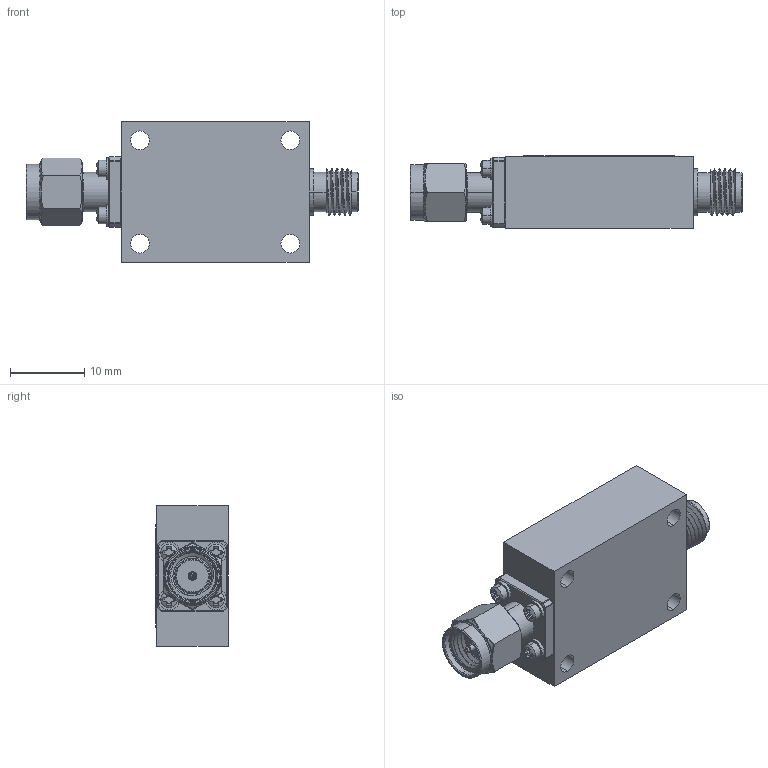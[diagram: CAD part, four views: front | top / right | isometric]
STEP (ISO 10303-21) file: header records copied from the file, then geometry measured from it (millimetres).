
FILE_DESCRIPTION (( 'STEP AP214' ), '1' );
FILE_NAME ('LM-1G2G-4CW-1KWP-SMF-ROHS.STEP', '2022-06-24T21:39:52', ( '' ), ( '' ), 'SwSTEP 2.0', 'SolidWorks 2021', '' );
FILE_SCHEMA (( 'AUTOMOTIVE_DESIGN' ));
Length unit declared in the file: inch
Products named in the file (1): LM-1G2G-4CW-1KWP-SMF-ROHS
Bounding box: 44.86 x 9.78 x 19.05 mm (x, y, z)
Volume: 5258.9 mm3; surface area: 3972.4 mm2
Topology: 16 solids, 17 shells, 1196 faces, 4130 edges, 3192 vertices
Faces by surface type: cylinder 421, plane 392, torus 274, cone 50, sphere 36, bspline 23
Entity records: 75930 total; most frequent: CARTESIAN_POINT 24535, ORIENTED_EDGE 8192, DIRECTION 6624, EDGE_CURVE 4096, VERTEX_POINT 3192, AXIS2_PLACEMENT_3D 2514, VECTOR 1596, LINE 1596
